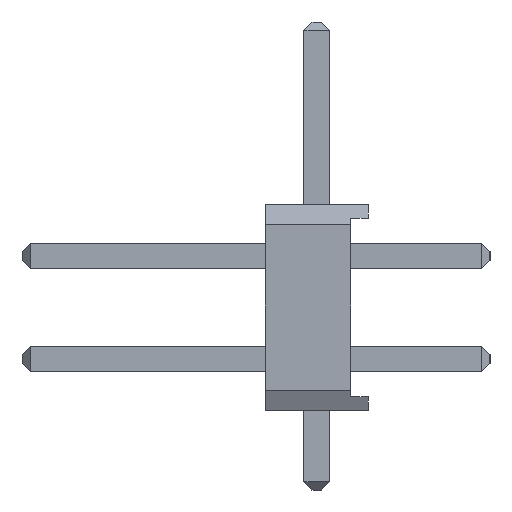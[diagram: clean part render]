
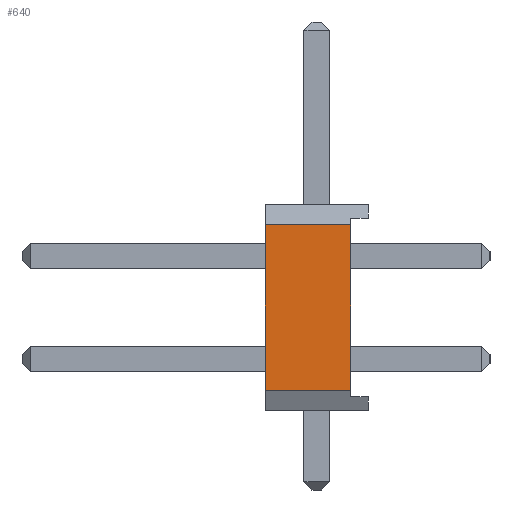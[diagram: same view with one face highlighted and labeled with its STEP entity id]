
A CAD part, left-side view. The second image highlights one B-rep face of the part: STEP entity #640.
In plain terms, the highlighted planar face has unit normal (-1, 0, 0).
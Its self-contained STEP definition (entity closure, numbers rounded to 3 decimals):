
#640 = ADVANCED_FACE( '', ( #1427 ), #1428, .T. );
#1427 = FACE_OUTER_BOUND( '', #2361, .T. );
#1428 = PLANE( '', #2362 );
#2361 = EDGE_LOOP( '', ( #4373, #4374, #4375, #4376 ) );
#2362 = AXIS2_PLACEMENT_3D( '', #4377, #4378, #4379 );
#4373 = ORIENTED_EDGE( '', *, *, #6265, .F. );
#4374 = ORIENTED_EDGE( '', *, *, #6044, .T. );
#4375 = ORIENTED_EDGE( '', *, *, #5829, .T. );
#4376 = ORIENTED_EDGE( '', *, *, #6266, .T. );
#4377 = CARTESIAN_POINT( '', ( -17.78, 0., 0. ) );
#4378 = DIRECTION( '', ( -1., 0., 0. ) );
#4379 = DIRECTION( '', ( 0., 0., 1. ) );
#5829 = EDGE_CURVE( '', #7156, #7165, #7167, .T. );
#6044 = EDGE_CURVE( '', #7504, #7156, #7505, .T. );
#6265 = EDGE_CURVE( '', #7504, #7810, #7811, .T. );
#6266 = EDGE_CURVE( '', #7165, #7810, #7812, .T. );
#7156 = VERTEX_POINT( '', #9043 );
#7165 = VERTEX_POINT( '', #9056 );
#7167 = LINE( '', #9059, #9060 );
#7504 = VERTEX_POINT( '', #9569 );
#7505 = LINE( '', #9570, #9571 );
#7810 = VERTEX_POINT( '', #10048 );
#7811 = LINE( '', #10049, #10050 );
#7812 = LINE( '', #10051, #10052 );
#9043 = CARTESIAN_POINT( '', ( -17.78, -0.832, 0.77 ) );
#9056 = CARTESIAN_POINT( '', ( -17.78, 1.27, 0.77 ) );
#9059 = CARTESIAN_POINT( '', ( -17.78, 0., 0.77 ) );
#9060 = VECTOR( '', #10768, 1000. );
#9569 = CARTESIAN_POINT( '', ( -17.78, -0.832, -3.31 ) );
#9570 = CARTESIAN_POINT( '', ( -17.78, -0.832, 0. ) );
#9571 = VECTOR( '', #10941, 1000. );
#10048 = CARTESIAN_POINT( '', ( -17.78, 1.27, -3.31 ) );
#10049 = CARTESIAN_POINT( '', ( -17.78, 0., -3.31 ) );
#10050 = VECTOR( '', #11114, 1000. );
#10051 = CARTESIAN_POINT( '', ( -17.78, 1.27, 1.27 ) );
#10052 = VECTOR( '', #11115, 1000. );
#10768 = DIRECTION( '', ( 0., 1., 0. ) );
#10941 = DIRECTION( '', ( 0., 0., 1. ) );
#11114 = DIRECTION( '', ( 0., 1., 0. ) );
#11115 = DIRECTION( '', ( 0., 0., -1. ) );
